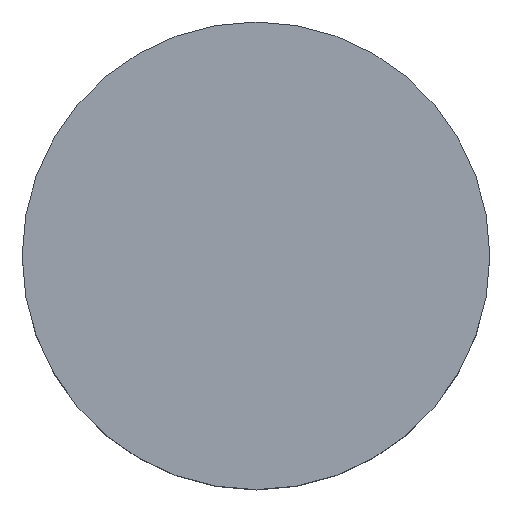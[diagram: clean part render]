
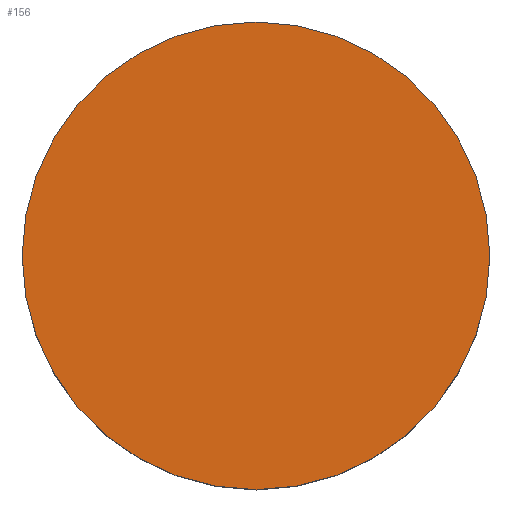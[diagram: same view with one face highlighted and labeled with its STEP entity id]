
A CAD part, top view. The second image highlights one B-rep face of the part: STEP entity #156.
In plain terms, the highlighted planar face has unit normal (0, 0, 1).
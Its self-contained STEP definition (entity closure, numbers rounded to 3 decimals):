
#24=PLANE('',#184);
#34=FACE_OUTER_BOUND('',#46,.T.);
#46=EDGE_LOOP('',(#144));
#78=CIRCLE('',#183,2.5);
#90=VERTEX_POINT('',#266);
#107=EDGE_CURVE('',#90,#90,#78,.T.);
#144=ORIENTED_EDGE('',*,*,#107,.T.);
#156=ADVANCED_FACE('',(#34),#24,.T.);
#183=AXIS2_PLACEMENT_3D('',#267,#224,#225);
#184=AXIS2_PLACEMENT_3D('',#269,#227,#228);
#224=DIRECTION('center_axis',(0.,0.,
1.));
#225=DIRECTION('ref_axis',(-1.,0.,0.));
#227=DIRECTION('center_axis',(0.,0.,
1.));
#228=DIRECTION('ref_axis',(-1.,0.,0.));
#266=CARTESIAN_POINT('',(-10.34,104.156,-31.905));
#267=CARTESIAN_POINT('Origin',(-12.84,104.156,-31.905));
#269=CARTESIAN_POINT('Origin',(-12.84,104.156,-31.905));
